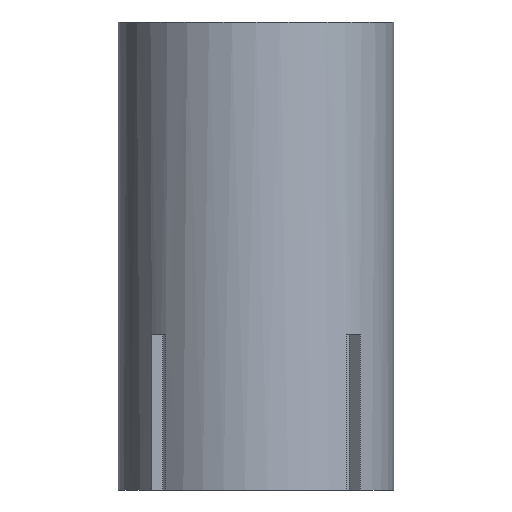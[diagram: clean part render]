
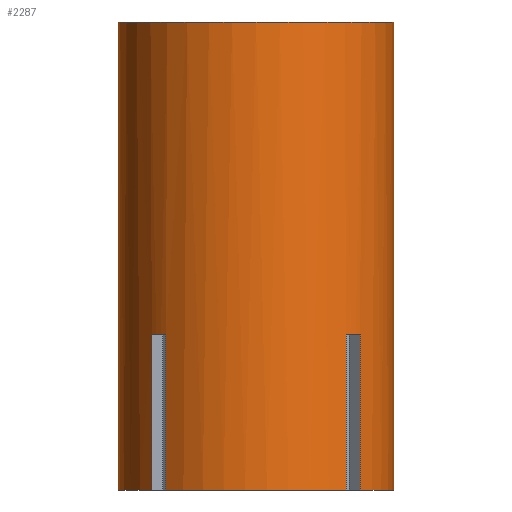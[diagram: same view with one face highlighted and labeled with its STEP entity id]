
A CAD part, front view. The second image highlights one B-rep face of the part: STEP entity #2287.
In plain terms, the highlighted cylindrical face has radius 26.5 mm (diameter 53 mm), a partial arc.
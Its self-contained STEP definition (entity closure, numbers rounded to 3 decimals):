
#7 = CARTESIAN_POINT ( 'NONE',  ( 0., 0., 0. ) ) ;
#15 = FACE_OUTER_BOUND ( 'NONE', #1964, .T. ) ;
#81 = AXIS2_PLACEMENT_3D ( 'NONE', #146, #465, #2671 ) ;
#146 = CARTESIAN_POINT ( 'NONE',  ( 0., 0., 0. ) ) ;
#163 = AXIS2_PLACEMENT_3D ( 'NONE', #1159, #1747, #3600 ) ;
#190 = CARTESIAN_POINT ( 'NONE',  ( 17.347, -20.034, 0. ) ) ;
#202 = DIRECTION ( 'NONE',  ( 0., 0., 1. ) ) ;
#241 = CARTESIAN_POINT ( 'NONE',  ( -20.034, -17.347, 0. ) ) ;
#263 = DIRECTION ( 'NONE',  ( -1., 0., 0. ) ) ;
#356 = VERTEX_POINT ( 'NONE', #2404 ) ;
#368 = CARTESIAN_POINT ( 'NONE',  ( 0., 0., 90. ) ) ;
#369 = CYLINDRICAL_SURFACE ( 'NONE', #4015, 26.5 ) ;
#387 = EDGE_CURVE ( 'NONE', #3908, #963, #798, .T. ) ;
#432 = CARTESIAN_POINT ( 'NONE',  ( -26.5, 0., 0. ) ) ;
#465 = DIRECTION ( 'NONE',  ( 0., 0., 1. ) ) ;
#487 = CARTESIAN_POINT ( 'NONE',  ( 20.034, -17.347, 90. ) ) ;
#687 = DIRECTION ( 'NONE',  ( 0., 0., -1. ) ) ;
#795 = DIRECTION ( 'NONE',  ( 0., 0., 1. ) ) ;
#798 = LINE ( 'NONE', #2954, #1834 ) ;
#885 = ORIENTED_EDGE ( 'NONE', *, *, #3372, .F. ) ;
#903 = VERTEX_POINT ( 'NONE', #2328 ) ;
#941 = DIRECTION ( 'NONE',  ( 1., 0., 0. ) ) ;
#944 = ORIENTED_EDGE ( 'NONE', *, *, #1865, .T. ) ;
#953 = CARTESIAN_POINT ( 'NONE',  ( 20.034, -17.347, 0. ) ) ;
#963 = VERTEX_POINT ( 'NONE', #3672 ) ;
#982 = CARTESIAN_POINT ( 'NONE',  ( 26.5, 0., 0. ) ) ;
#1031 = DIRECTION ( 'NONE',  ( 1., 0., 0. ) ) ;
#1032 = VERTEX_POINT ( 'NONE', #241 ) ;
#1062 = CIRCLE ( 'NONE', #163, 26.5 ) ;
#1067 = VERTEX_POINT ( 'NONE', #982 ) ;
#1087 = CARTESIAN_POINT ( 'NONE',  ( 0., 0., 0. ) ) ;
#1129 = ORIENTED_EDGE ( 'NONE', *, *, #3716, .F. ) ;
#1132 = VERTEX_POINT ( 'NONE', #1622 ) ;
#1159 = CARTESIAN_POINT ( 'NONE',  ( 0., 0., 30. ) ) ;
#1241 = CARTESIAN_POINT ( 'NONE',  ( 0., 0., 90. ) ) ;
#1292 = VERTEX_POINT ( 'NONE', #190 ) ;
#1298 = DIRECTION ( 'NONE',  ( 0., 0., 1. ) ) ;
#1302 = CARTESIAN_POINT ( 'NONE',  ( 0., 0., 30. ) ) ;
#1390 = EDGE_CURVE ( 'NONE', #1032, #3742, #1790, .T. ) ;
#1429 = ORIENTED_EDGE ( 'NONE', *, *, #3423, .F. ) ;
#1449 = AXIS2_PLACEMENT_3D ( 'NONE', #7, #2527, #941 ) ;
#1533 = ORIENTED_EDGE ( 'NONE', *, *, #1390, .T. ) ;
#1537 = DIRECTION ( 'NONE',  ( 0., 0., 1. ) ) ;
#1549 = CIRCLE ( 'NONE', #1732, 26.5 ) ;
#1622 = CARTESIAN_POINT ( 'NONE',  ( 26.5, 0., 90. ) ) ;
#1732 = AXIS2_PLACEMENT_3D ( 'NONE', #1302, #2862, #3477 ) ;
#1733 = EDGE_CURVE ( 'NONE', #2521, #903, #1549, .T. ) ;
#1747 = DIRECTION ( 'NONE',  ( 0., 0., -1. ) ) ;
#1790 = LINE ( 'NONE', #3441, #2926 ) ;
#1834 = VECTOR ( 'NONE', #1298, 1000. ) ;
#1865 = EDGE_CURVE ( 'NONE', #3223, #1067, #2633, .T. ) ;
#1872 = DIRECTION ( 'NONE',  ( 0., 0., -1. ) ) ;
#1910 = CIRCLE ( 'NONE', #2429, 26.5 ) ;
#1911 = ORIENTED_EDGE ( 'NONE', *, *, #4052, .F. ) ;
#1918 = ORIENTED_EDGE ( 'NONE', *, *, #2465, .T. ) ;
#1938 = VECTOR ( 'NONE', #687, 1000. ) ;
#1963 = CARTESIAN_POINT ( 'NONE',  ( 26.5, 0., 90. ) ) ;
#1964 = EDGE_LOOP ( 'NONE', ( #1429, #885, #1918, #1973, #1533, #1911, #3053, #2042, #2997, #2649, #1129, #944 ) ) ;
#1973 = ORIENTED_EDGE ( 'NONE', *, *, #2610, .T. ) ;
#2018 = CARTESIAN_POINT ( 'NONE',  ( 20.034, -17.347, 30. ) ) ;
#2033 = LINE ( 'NONE', #2569, #1938 ) ;
#2042 = ORIENTED_EDGE ( 'NONE', *, *, #3533, .T. ) ;
#2111 = LINE ( 'NONE', #3648, #3225 ) ;
#2133 = CIRCLE ( 'NONE', #81, 26.5 ) ;
#2283 = DIRECTION ( 'NONE',  ( 0., 0., 1. ) ) ;
#2287 = ADVANCED_FACE ( 'NONE', ( #15 ), #369, .T. ) ;
#2328 = CARTESIAN_POINT ( 'NONE',  ( 17.347, -20.034, 30. ) ) ;
#2350 = VECTOR ( 'NONE', #795, 1000. ) ;
#2404 = CARTESIAN_POINT ( 'NONE',  ( -26.5, 0., 90. ) ) ;
#2429 = AXIS2_PLACEMENT_3D ( 'NONE', #368, #2283, #1031 ) ;
#2465 = EDGE_CURVE ( 'NONE', #356, #2698, #2033, .T. ) ;
#2521 = VERTEX_POINT ( 'NONE', #2018 ) ;
#2527 = DIRECTION ( 'NONE',  ( 0., 0., 1. ) ) ;
#2569 = CARTESIAN_POINT ( 'NONE',  ( -26.5, 0., 90. ) ) ;
#2610 = EDGE_CURVE ( 'NONE', #2698, #1032, #2133, .T. ) ;
#2611 = DIRECTION ( 'NONE',  ( 0., 0., 1. ) ) ;
#2633 = CIRCLE ( 'NONE', #1449, 26.5 ) ;
#2649 = ORIENTED_EDGE ( 'NONE', *, *, #1733, .F. ) ;
#2671 = DIRECTION ( 'NONE',  ( 1., 0., 0. ) ) ;
#2698 = VERTEX_POINT ( 'NONE', #432 ) ;
#2741 = VECTOR ( 'NONE', #2890, 1000. ) ;
#2857 = CARTESIAN_POINT ( 'NONE',  ( -17.347, -20.034, 0. ) ) ;
#2862 = DIRECTION ( 'NONE',  ( 0., 0., -1. ) ) ;
#2890 = DIRECTION ( 'NONE',  ( 0., 0., -1. ) ) ;
#2926 = VECTOR ( 'NONE', #1537, 1000. ) ;
#2927 = EDGE_CURVE ( 'NONE', #1292, #903, #2111, .T. ) ;
#2954 = CARTESIAN_POINT ( 'NONE',  ( -17.347, -20.034, 90. ) ) ;
#2997 = ORIENTED_EDGE ( 'NONE', *, *, #2927, .T. ) ;
#3053 = ORIENTED_EDGE ( 'NONE', *, *, #387, .F. ) ;
#3063 = CARTESIAN_POINT ( 'NONE',  ( -20.034, -17.347, 30. ) ) ;
#3166 = LINE ( 'NONE', #487, #2350 ) ;
#3223 = VERTEX_POINT ( 'NONE', #953 ) ;
#3225 = VECTOR ( 'NONE', #202, 1000. ) ;
#3312 = LINE ( 'NONE', #1963, #2741 ) ;
#3372 = EDGE_CURVE ( 'NONE', #356, #1132, #1910, .T. ) ;
#3423 = EDGE_CURVE ( 'NONE', #1132, #1067, #3312, .T. ) ;
#3441 = CARTESIAN_POINT ( 'NONE',  ( -20.034, -17.347, 90. ) ) ;
#3477 = DIRECTION ( 'NONE',  ( -1., 0., 0. ) ) ;
#3533 = EDGE_CURVE ( 'NONE', #3908, #1292, #3657, .T. ) ;
#3600 = DIRECTION ( 'NONE',  ( -1., 0., 0. ) ) ;
#3648 = CARTESIAN_POINT ( 'NONE',  ( 17.347, -20.034, 90. ) ) ;
#3657 = CIRCLE ( 'NONE', #3782, 26.5 ) ;
#3672 = CARTESIAN_POINT ( 'NONE',  ( -17.347, -20.034, 30. ) ) ;
#3716 = EDGE_CURVE ( 'NONE', #3223, #2521, #3166, .T. ) ;
#3742 = VERTEX_POINT ( 'NONE', #3063 ) ;
#3782 = AXIS2_PLACEMENT_3D ( 'NONE', #1087, #2611, #3876 ) ;
#3876 = DIRECTION ( 'NONE',  ( 1., 0., 0. ) ) ;
#3908 = VERTEX_POINT ( 'NONE', #2857 ) ;
#4015 = AXIS2_PLACEMENT_3D ( 'NONE', #1241, #1872, #263 ) ;
#4052 = EDGE_CURVE ( 'NONE', #963, #3742, #1062, .T. ) ;
